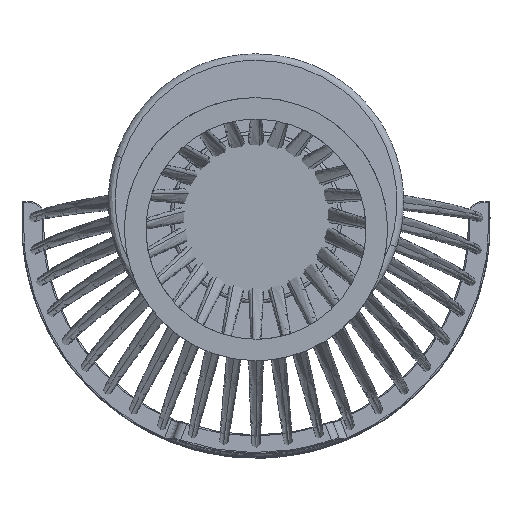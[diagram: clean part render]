
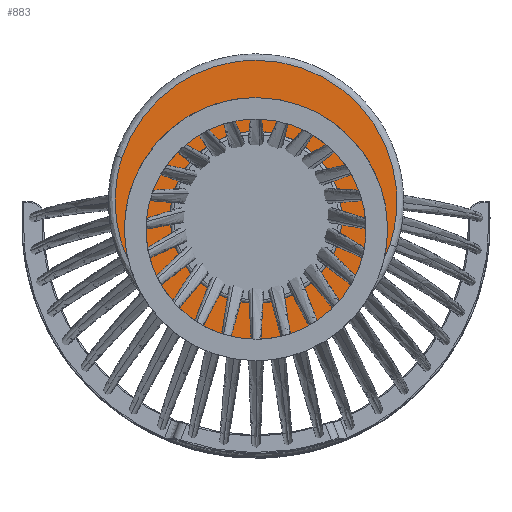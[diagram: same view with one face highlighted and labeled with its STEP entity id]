
A CAD part, front view. The second image highlights one B-rep face of the part: STEP entity #883.
In plain terms, the highlighted planar face has unit normal (0, -0.999, 0.052).
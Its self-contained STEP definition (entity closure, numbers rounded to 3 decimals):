
#883=ADVANCED_FACE('',(#1172),#3980,.T.);
#1172=FACE_OUTER_BOUND('',#1463,.T.);
#1463=EDGE_LOOP('',(#2270,#2271,#2272));
#2270=ORIENTED_EDGE('',*,*,#2930,.F.);
#2271=ORIENTED_EDGE('',*,*,#2935,.F.);
#2272=ORIENTED_EDGE('',*,*,#2931,.F.);
#2930=EDGE_CURVE('',#3812,#3813,#3211,.T.);
#2931=EDGE_CURVE('',#3813,#3814,#3212,.T.);
#2935=EDGE_CURVE('',#3814,#3812,#3216,.T.);
#3211=(
BOUNDED_CURVE()
B_SPLINE_CURVE(2,(#19270,#19271,#19272),.UNSPECIFIED.,.F.,.F.)
B_SPLINE_CURVE_WITH_KNOTS((3,3),(0.,329.867),.UNSPECIFIED.)
CURVE()
GEOMETRIC_REPRESENTATION_ITEM()
RATIONAL_B_SPLINE_CURVE((1.,0.809,1.))
REPRESENTATION_ITEM('')
);
#3212=(
BOUNDED_CURVE()
B_SPLINE_CURVE(2,(#19273,#19274,#19275,#19276,#19277),.UNSPECIFIED.,.F.,
 .F.)
B_SPLINE_CURVE_WITH_KNOTS((3,2,3),(0.,247.4,494.801),
 .UNSPECIFIED.)
CURVE()
GEOMETRIC_REPRESENTATION_ITEM()
RATIONAL_B_SPLINE_CURVE((1.,0.891,1.,0.891,1.))
REPRESENTATION_ITEM('')
);
#3216=(
BOUNDED_CURVE()
B_SPLINE_CURVE(2,(#19291,#19292,#19293,#19294,#19295),.UNSPECIFIED.,.F.,
 .F.)
B_SPLINE_CURVE_WITH_KNOTS((3,2,3),(0.,412.334,824.668),
 .UNSPECIFIED.)
CURVE()
GEOMETRIC_REPRESENTATION_ITEM()
RATIONAL_B_SPLINE_CURVE((1.,0.707,1.,0.707,1.))
REPRESENTATION_ITEM('')
);
#3812=VERTEX_POINT('',#19256);
#3813=VERTEX_POINT('',#19257);
#3814=VERTEX_POINT('',#19258);
#3980=PLANE('',#4183);
#4183=AXIS2_PLACEMENT_3D('',#19207,#4301,$);
#4301=DIRECTION('',(0.,-0.999,0.052));
#19207=CARTESIAN_POINT('',(-262.5,326.904,-219.763));
#19256=CARTESIAN_POINT('',(-249.652,344.887,123.383));
#19257=CARTESIAN_POINT('',(0.,354.38,304.517));
#19258=CARTESIAN_POINT('',(249.652,336.397,-38.629));
#19270=CARTESIAN_POINT('',(-249.652,344.887,123.383));
#19271=CARTESIAN_POINT('',(-190.717,354.38,304.517));
#19272=CARTESIAN_POINT('',(0.,354.38,304.517));
#19273=CARTESIAN_POINT('',(0.,354.38,304.517));
#19274=CARTESIAN_POINT('',(133.75,354.38,304.517));
#19275=CARTESIAN_POINT('',(212.367,348.717,196.459));
#19276=CARTESIAN_POINT('',(290.983,343.054,88.401));
#19277=CARTESIAN_POINT('',(249.652,336.397,-38.629));
#19291=CARTESIAN_POINT('',(249.652,336.397,-38.629));
#19292=CARTESIAN_POINT('',(168.535,323.331,-287.939));
#19293=CARTESIAN_POINT('',(-81.117,327.576,-206.933));
#19294=CARTESIAN_POINT('',(-330.769,331.821,-125.928));
#19295=CARTESIAN_POINT('',(-249.652,344.887,123.383));
